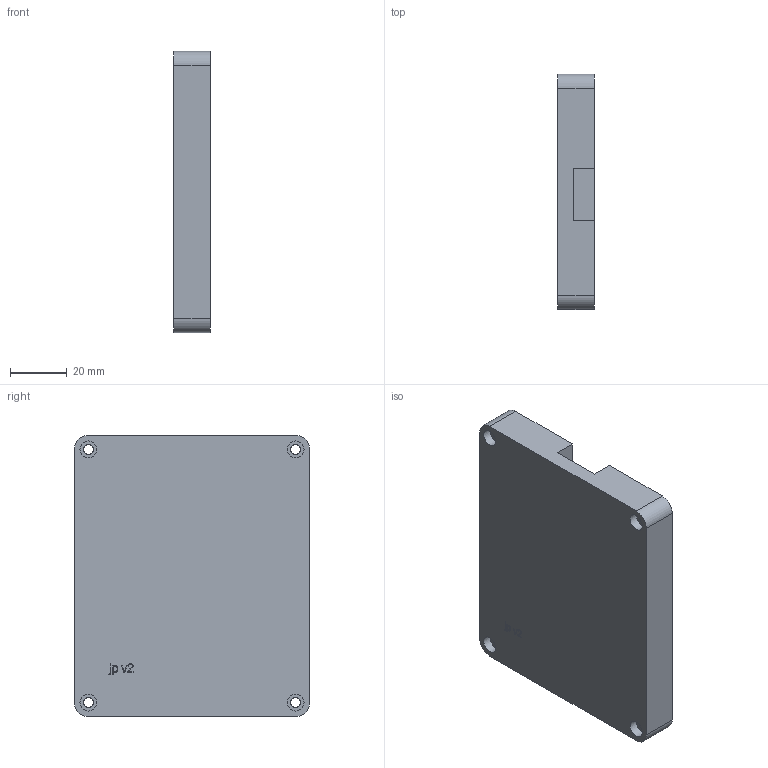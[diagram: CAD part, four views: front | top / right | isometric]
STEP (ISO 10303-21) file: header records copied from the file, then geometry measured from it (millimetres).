
FILE_DESCRIPTION(/* description */ (''),/* implementation_level */ '2;1');
FILE_NAME(/* name */ 'CASING (1)2.step',/* time_stamp */ '2025-12-24T00:30:55Z',/* author */ (''),/* organization */ (''),/* preprocessor_version */ 'ST-DEVELOPER v20.1',/* originating_system */ 'Autodesk Translation Framework v14.21.0.0',/* authorisation */ '');
FILE_SCHEMA (('AUTOMOTIVE_DESIGN { 1 0 10303 214 3 1 1 }'));
Length unit declared in the file: millimetre
Products named in the file (1): 2025-12-20-19-38-09-546
Bounding box: 13 x 83.04 x 99.26 mm (x, y, z)
Volume: 54086.7 mm3; surface area: 24394.9 mm2
Topology: 1 solids, 1 shells, 115 faces, 309 edges, 206 vertices
Faces by surface type: bspline 52, plane 51, cylinder 12
Full cylindrical faces by diameter (mm): 3.4 x4, 6 x4
Entity records: 4116 total; most frequent: CARTESIAN_POINT 1515, ORIENTED_EDGE 618, DIRECTION 357, EDGE_CURVE 309, VERTEX_POINT 206, LINE 181, VECTOR 181, EDGE_LOOP 133
